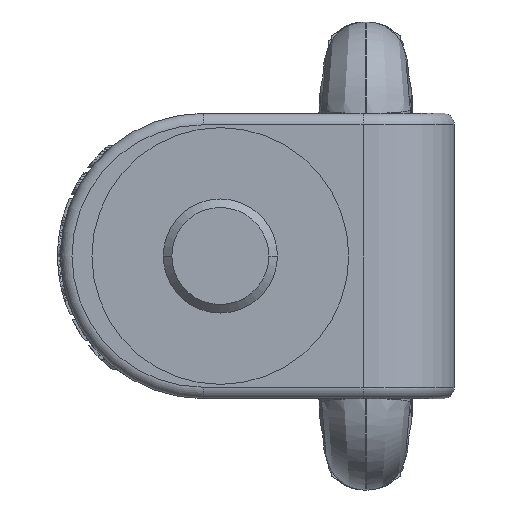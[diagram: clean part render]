
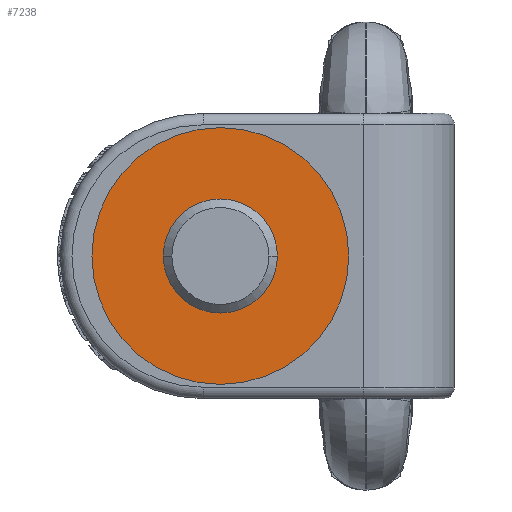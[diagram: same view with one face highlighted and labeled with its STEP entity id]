
A CAD part, front view. The second image highlights one B-rep face of the part: STEP entity #7238.
In plain terms, the highlighted planar face has unit normal (0, -1, 0).
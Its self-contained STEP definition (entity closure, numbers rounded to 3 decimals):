
#64=CARTESIAN_POINT('',(-43.,-5.4,0.));
#65=DIRECTION('',(0.,1.,0.));
#66=DIRECTION('',(1.,0.,0.));
#67=AXIS2_PLACEMENT_3D('',#64,#65,#66);
#69=CARTESIAN_POINT('',(-43.,-5.4,0.));
#70=DIRECTION('',(0.,-1.,0.));
#71=DIRECTION('',(1.,0.,0.));
#72=AXIS2_PLACEMENT_3D('',#69,#70,#71);
#74=CARTESIAN_POINT('',(-43.,-5.4,0.));
#75=DIRECTION('',(0.,1.,0.));
#76=DIRECTION('',(1.,0.,0.));
#77=AXIS2_PLACEMENT_3D('',#74,#75,#76);
#79=CARTESIAN_POINT('',(-43.,-5.4,0.));
#80=DIRECTION('',(0.,-1.,0.));
#81=DIRECTION('',(1.,0.,0.));
#82=AXIS2_PLACEMENT_3D('',#79,#80,#81);
#5941=CARTESIAN_POINT('',(-20.5,-5.4,0.));
#5943=VERTEX_POINT('',#5941);
#5949=CARTESIAN_POINT('',(-65.5,-5.4,0.));
#5951=VERTEX_POINT('',#5949);
#5961=CARTESIAN_POINT('',(-33.,-5.4,0.));
#5962=CARTESIAN_POINT('',(-53.,-5.4,0.));
#5963=VERTEX_POINT('',#5961);
#5964=VERTEX_POINT('',#5962);
#7223=CARTESIAN_POINT('',(-43.,-5.4,0.));
#7224=DIRECTION('',(0.,-1.,0.));
#7225=DIRECTION('',(-1.,0.,0.));
#7226=AXIS2_PLACEMENT_3D('',#7223,#7224,#7225);
#7227=PLANE('',#7226);
#7228=ORIENTED_EDGE('',*,*,#7216,.F.);
#7229=ORIENTED_EDGE('',*,*,#7205,.T.);
#7230=EDGE_LOOP('',(#7228,#7229));
#7231=FACE_OUTER_BOUND('',#7230,.F.);
#7233=ORIENTED_EDGE('',*,*,#7232,.F.);
#7235=ORIENTED_EDGE('',*,*,#7234,.T.);
#7236=EDGE_LOOP('',(#7233,#7235));
#7237=FACE_BOUND('',#7236,.F.);
#7238=ADVANCED_FACE('',(#7231,#7237),#7227,.T.);
#68=CIRCLE('',#67,22.5);
#73=CIRCLE('',#72,22.5);
#78=CIRCLE('',#77,10.);
#83=CIRCLE('',#82,10.);
#7205=EDGE_CURVE('',#5943,#5951,#68,.T.);
#7216=EDGE_CURVE('',#5943,#5951,#73,.T.);
#7232=EDGE_CURVE('',#5963,#5964,#78,.T.);
#7234=EDGE_CURVE('',#5963,#5964,#83,.T.);
